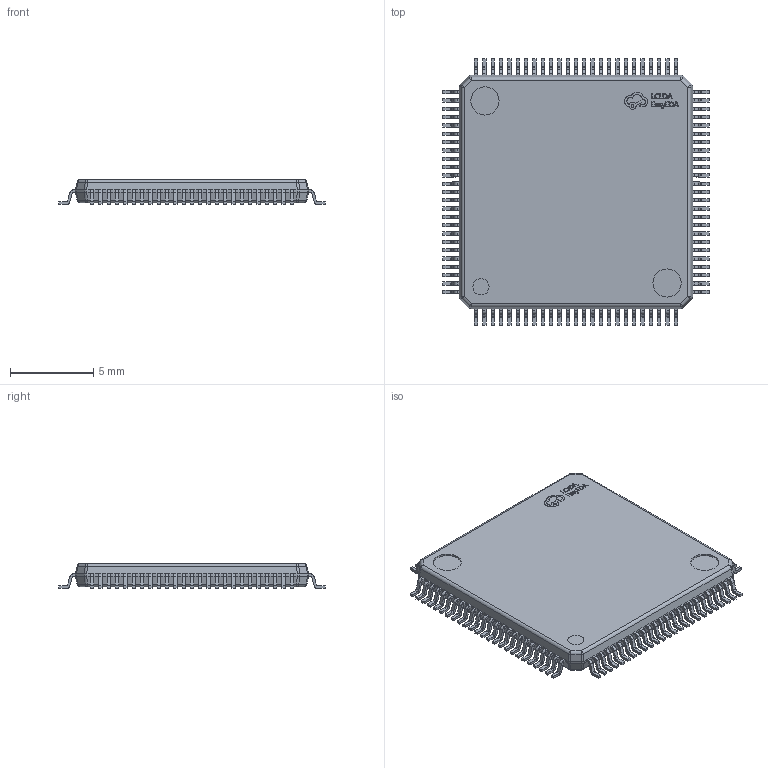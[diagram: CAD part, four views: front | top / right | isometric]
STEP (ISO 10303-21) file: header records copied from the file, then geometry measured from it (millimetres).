
FILE_DESCRIPTION (( 'STEP AP214' ), '1' );
FILE_NAME ('LQFP-100_L14.0-W14.0-P0.50-LS16.0-TL.STEP', '2023-02-16T03:36:31', ( '' ), ( '' ), 'SwSTEP 2.0', 'SolidWorks 2020', '' );
FILE_SCHEMA (( 'AUTOMOTIVE_DESIGN' ));
Length unit declared in the file: millimetre
Products named in the file (1): LQFP-100_L14.0-W14.0-P0.50-LS16.0-TL
Bounding box: 16 x 16 x 1.5 mm (x, y, z)
Volume: 272.3 mm3; surface area: 553.2 mm2
Topology: 1 solids, 1 shells, 1715 faces, 4625 edges, 2934 vertices
Faces by surface type: plane 1155, cylinder 446, bspline 98, sphere 16
Entity records: 72386 total; most frequent: CARTESIAN_POINT 10725, ORIENTED_EDGE 9250, DIRECTION 8473, EDGE_CURVE 4625, LINE 3517, VECTOR 3517, VERTEX_POINT 2934, AXIS2_PLACEMENT_3D 2478
